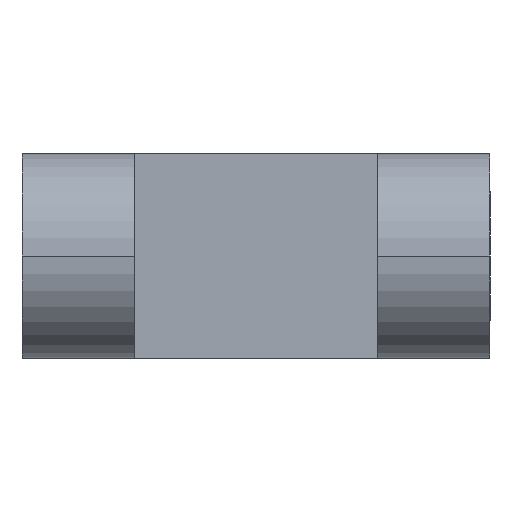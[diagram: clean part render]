
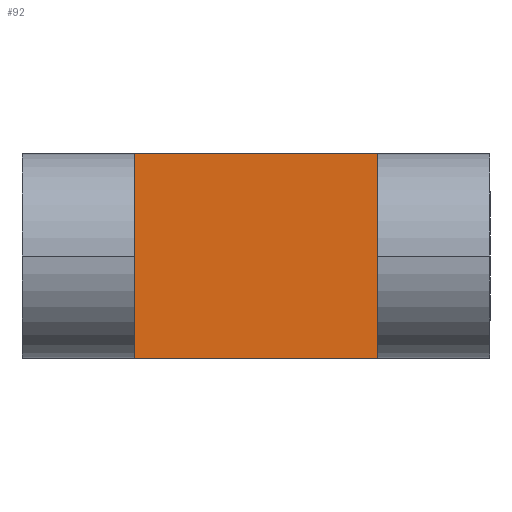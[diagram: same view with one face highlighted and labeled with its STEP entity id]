
A CAD part, front view. The second image highlights one B-rep face of the part: STEP entity #92.
In plain terms, the highlighted planar face has unit normal (0, -1, 0).
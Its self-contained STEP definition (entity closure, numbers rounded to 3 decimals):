
#78 = VECTOR ( 'NONE', #1754, 1000. ) ;
#92 = ADVANCED_FACE ( 'NONE', ( #218 ), #988, .F. ) ;
#129 = ORIENTED_EDGE ( 'NONE', *, *, #1352, .F. ) ;
#218 = FACE_OUTER_BOUND ( 'NONE', #1284, .T. ) ;
#238 = EDGE_CURVE ( 'NONE', #1057, #1573, #319, .T. ) ;
#273 = CARTESIAN_POINT ( 'NONE',  ( 3.25, -3.702, 0. ) ) ;
#292 = EDGE_CURVE ( 'NONE', #1793, #1145, #797, .T. ) ;
#319 = LINE ( 'NONE', #1599, #1915 ) ;
#454 = LINE ( 'NONE', #1409, #78 ) ;
#493 = DIRECTION ( 'NONE',  ( 0., 0., -1. ) ) ;
#506 = CARTESIAN_POINT ( 'NONE',  ( -3.25, -3.702, 5.5 ) ) ;
#515 = CARTESIAN_POINT ( 'NONE',  ( 3.25, -3.702, 5.5 ) ) ;
#701 = VECTOR ( 'NONE', #862, 1000. ) ;
#704 = CARTESIAN_POINT ( 'NONE',  ( 3.25, -3.702, 5.5 ) ) ;
#793 = AXIS2_PLACEMENT_3D ( 'NONE', #506, #1612, #1932 ) ;
#797 = LINE ( 'NONE', #515, #1390 ) ;
#846 = ORIENTED_EDGE ( 'NONE', *, *, #292, .F. ) ;
#862 = DIRECTION ( 'NONE',  ( 1., 0., 0. ) ) ;
#920 = EDGE_CURVE ( 'NONE', #1573, #1145, #1543, .T. ) ;
#988 = PLANE ( 'NONE',  #793 ) ;
#1057 = VERTEX_POINT ( 'NONE', #1206 ) ;
#1145 = VERTEX_POINT ( 'NONE', #273 ) ;
#1206 = CARTESIAN_POINT ( 'NONE',  ( -3.25, -3.702, 5.5 ) ) ;
#1284 = EDGE_LOOP ( 'NONE', ( #1546, #846, #129, #1877 ) ) ;
#1352 = EDGE_CURVE ( 'NONE', #1057, #1793, #454, .T. ) ;
#1390 = VECTOR ( 'NONE', #493, 1000. ) ;
#1409 = CARTESIAN_POINT ( 'NONE',  ( -3.25, -3.702, 5.5 ) ) ;
#1462 = CARTESIAN_POINT ( 'NONE',  ( -3.25, -3.702, 0. ) ) ;
#1543 = LINE ( 'NONE', #1462, #701 ) ;
#1546 = ORIENTED_EDGE ( 'NONE', *, *, #920, .T. ) ;
#1573 = VERTEX_POINT ( 'NONE', #1804 ) ;
#1599 = CARTESIAN_POINT ( 'NONE',  ( -3.25, -3.702, 5.5 ) ) ;
#1612 = DIRECTION ( 'NONE',  ( 0., 1., 0. ) ) ;
#1754 = DIRECTION ( 'NONE',  ( 1., 0., 0. ) ) ;
#1793 = VERTEX_POINT ( 'NONE', #704 ) ;
#1804 = CARTESIAN_POINT ( 'NONE',  ( -3.25, -3.702, 0. ) ) ;
#1877 = ORIENTED_EDGE ( 'NONE', *, *, #238, .T. ) ;
#1915 = VECTOR ( 'NONE', #1930, 1000. ) ;
#1930 = DIRECTION ( 'NONE',  ( 0., 0., -1. ) ) ;
#1932 = DIRECTION ( 'NONE',  ( -1., 0., 0. ) ) ;
